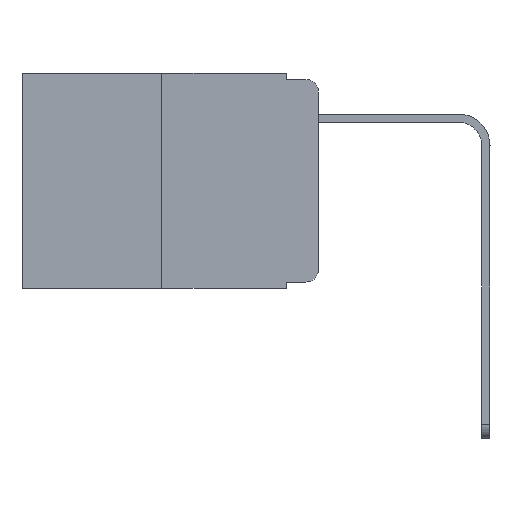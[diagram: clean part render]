
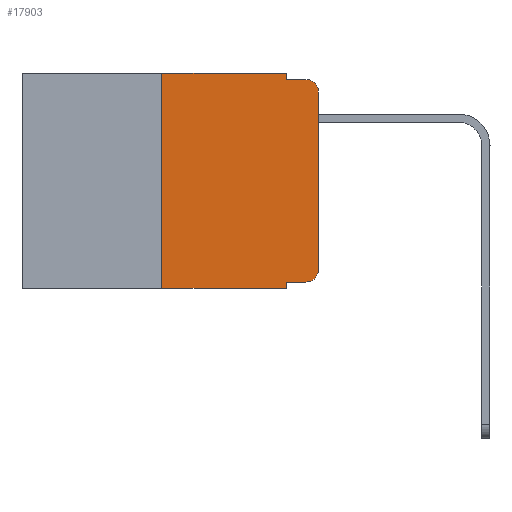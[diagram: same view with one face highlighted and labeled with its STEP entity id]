
A CAD part, left-side view. The second image highlights one B-rep face of the part: STEP entity #17903.
In plain terms, the highlighted planar face has unit normal (-1, 0, 0).
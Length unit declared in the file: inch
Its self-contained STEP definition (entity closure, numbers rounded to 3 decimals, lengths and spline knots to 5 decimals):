
#307 = CARTESIAN_POINT ( 'NONE',  ( 0., 0.473, -0.343 ) ) ;
#415 = CARTESIAN_POINT ( 'NONE',  ( 0., 0.473, 0. ) ) ;
#505 = CARTESIAN_POINT ( 'NONE',  ( 0., 0.02, -0.333 ) ) ;
#538 = CARTESIAN_POINT ( 'NONE',  ( 0., 0.25, 0. ) ) ;
#609 = VECTOR ( 'NONE', #10635, 39.37008 ) ;
#830 = AXIS2_PLACEMENT_3D ( 'NONE', #14601, #8246, #4791 ) ;
#1004 = VERTEX_POINT ( 'NONE', #20308 ) ;
#1019 = LINE ( 'NONE', #307, #1787 ) ;
#1426 = CARTESIAN_POINT ( 'NONE',  ( 0., 0., -0.313 ) ) ;
#1476 = DIRECTION ( 'NONE',  ( 0., -1., 0. ) ) ;
#1478 = ORIENTED_EDGE ( 'NONE', *, *, #11964, .F. ) ;
#1548 = VECTOR ( 'NONE', #1476, 39.37008 ) ;
#1610 = CARTESIAN_POINT ( 'NONE',  ( 0., 0.473, 0. ) ) ;
#1787 = VECTOR ( 'NONE', #1922, 39.37008 ) ;
#1922 = DIRECTION ( 'NONE',  ( 0., -1., 0. ) ) ;
#2067 = CARTESIAN_POINT ( 'NONE',  ( 0., 0.051, 0. ) ) ;
#2218 = ORIENTED_EDGE ( 'NONE', *, *, #5535, .F. ) ;
#2838 = CARTESIAN_POINT ( 'NONE',  ( 0., 0.051, -0.343 ) ) ;
#3318 = VERTEX_POINT ( 'NONE', #538 ) ;
#3715 = DIRECTION ( 'NONE',  ( 0., 0., -1. ) ) ;
#3915 = VERTEX_POINT ( 'NONE', #505 ) ;
#4791 = DIRECTION ( 'NONE',  ( 0., 0., -1. ) ) ;
#4812 = VECTOR ( 'NONE', #16053, 39.37008 ) ;
#5535 = EDGE_CURVE ( 'NONE', #1004, #8531, #20125, .T. ) ;
#5650 = EDGE_CURVE ( 'NONE', #7839, #1004, #9174, .T. ) ;
#5898 = LINE ( 'NONE', #1610, #1548 ) ;
#5919 = LINE ( 'NONE', #19363, #11826 ) ;
#6167 = ORIENTED_EDGE ( 'NONE', *, *, #5650, .F. ) ;
#6455 = CARTESIAN_POINT ( 'NONE',  ( 0., 0.051, -0.01 ) ) ;
#6534 = CARTESIAN_POINT ( 'NONE',  ( 0., 0., -0.03 ) ) ;
#6831 = ORIENTED_EDGE ( 'NONE', *, *, #11568, .F. ) ;
#6869 = VERTEX_POINT ( 'NONE', #6534 ) ;
#6931 = ORIENTED_EDGE ( 'NONE', *, *, #8034, .T. ) ;
#7205 = EDGE_LOOP ( 'NONE', ( #10873, #14181, #2218, #6167, #1478, #17702, #13372, #6831, #20170, #6931 ) ) ;
#7390 = VERTEX_POINT ( 'NONE', #8725 ) ;
#7839 = VERTEX_POINT ( 'NONE', #9856 ) ;
#7983 = CIRCLE ( 'NONE', #830, 0.02 ) ;
#7987 = VECTOR ( 'NONE', #3715, 39.37008 ) ;
#8034 = EDGE_CURVE ( 'NONE', #3915, #15222, #12460, .T. ) ;
#8246 = DIRECTION ( 'NONE',  ( -1., 0., 0. ) ) ;
#8531 = VERTEX_POINT ( 'NONE', #18156 ) ;
#8647 = PLANE ( 'NONE',  #17581 ) ;
#8725 = CARTESIAN_POINT ( 'NONE',  ( 0., 0.051, -0.333 ) ) ;
#8838 = DIRECTION ( 'NONE',  ( -1., 0., 0. ) ) ;
#9174 = LINE ( 'NONE', #18168, #10201 ) ;
#9626 = DIRECTION ( 'NONE',  ( 0., 0., 1. ) ) ;
#9856 = CARTESIAN_POINT ( 'NONE',  ( 0., 0.051, 0. ) ) ;
#10201 = VECTOR ( 'NONE', #16471, 39.37008 ) ;
#10585 = LINE ( 'NONE', #17346, #609 ) ;
#10635 = DIRECTION ( 'NONE',  ( 0., 0., 1. ) ) ;
#10707 = AXIS2_PLACEMENT_3D ( 'NONE', #12028, #8838, #16886 ) ;
#10873 = ORIENTED_EDGE ( 'NONE', *, *, #11378, .T. ) ;
#11378 = EDGE_CURVE ( 'NONE', #15222, #6869, #5919, .T. ) ;
#11452 = CARTESIAN_POINT ( 'NONE',  ( 0., 0.051, -0.333 ) ) ;
#11568 = EDGE_CURVE ( 'NONE', #7390, #17611, #12297, .T. ) ;
#11826 = VECTOR ( 'NONE', #9626, 39.37008 ) ;
#11964 = EDGE_CURVE ( 'NONE', #3318, #7839, #5898, .T. ) ;
#12028 = CARTESIAN_POINT ( 'NONE',  ( 0., 0.02, -0.313 ) ) ;
#12297 = LINE ( 'NONE', #2067, #7987 ) ;
#12460 = CIRCLE ( 'NONE', #10707, 0.02 ) ;
#12612 = VERTEX_POINT ( 'NONE', #19238 ) ;
#13372 = ORIENTED_EDGE ( 'NONE', *, *, #17254, .T. ) ;
#14181 = ORIENTED_EDGE ( 'NONE', *, *, #17017, .T. ) ;
#14456 = DIRECTION ( 'NONE',  ( 0., -1., 0. ) ) ;
#14601 = CARTESIAN_POINT ( 'NONE',  ( 0., 0.02, -0.03 ) ) ;
#15097 = FACE_OUTER_BOUND ( 'NONE', #7205, .T. ) ;
#15217 = EDGE_CURVE ( 'NONE', #7390, #3915, #16741, .T. ) ;
#15222 = VERTEX_POINT ( 'NONE', #1426 ) ;
#15610 = EDGE_CURVE ( 'NONE', #12612, #3318, #10585, .T. ) ;
#16053 = DIRECTION ( 'NONE',  ( 0., -1., 0. ) ) ;
#16471 = DIRECTION ( 'NONE',  ( 0., 0., -1. ) ) ;
#16741 = LINE ( 'NONE', #11452, #17764 ) ;
#16886 = DIRECTION ( 'NONE',  ( 0., 0., -1. ) ) ;
#17017 = EDGE_CURVE ( 'NONE', #6869, #8531, #7983, .T. ) ;
#17254 = EDGE_CURVE ( 'NONE', #12612, #17611, #1019, .T. ) ;
#17346 = CARTESIAN_POINT ( 'NONE',  ( 0., 0.25, 0. ) ) ;
#17581 = AXIS2_PLACEMENT_3D ( 'NONE', #415, #18715, #20162 ) ;
#17611 = VERTEX_POINT ( 'NONE', #2838 ) ;
#17702 = ORIENTED_EDGE ( 'NONE', *, *, #15610, .F. ) ;
#17764 = VECTOR ( 'NONE', #14456, 39.37008 ) ;
#17903 = ADVANCED_FACE ( 'NONE', ( #15097 ), #8647, .F. ) ;
#18156 = CARTESIAN_POINT ( 'NONE',  ( 0., 0.02, -0.01 ) ) ;
#18168 = CARTESIAN_POINT ( 'NONE',  ( 0., 0.051, 0. ) ) ;
#18715 = DIRECTION ( 'NONE',  ( 1., 0., 0. ) ) ;
#19238 = CARTESIAN_POINT ( 'NONE',  ( 0., 0.25, -0.343 ) ) ;
#19363 = CARTESIAN_POINT ( 'NONE',  ( 0., 0., 0. ) ) ;
#20125 = LINE ( 'NONE', #6455, #4812 ) ;
#20162 = DIRECTION ( 'NONE',  ( 0., 0., -1. ) ) ;
#20170 = ORIENTED_EDGE ( 'NONE', *, *, #15217, .T. ) ;
#20308 = CARTESIAN_POINT ( 'NONE',  ( 0., 0.051, -0.01 ) ) ;
